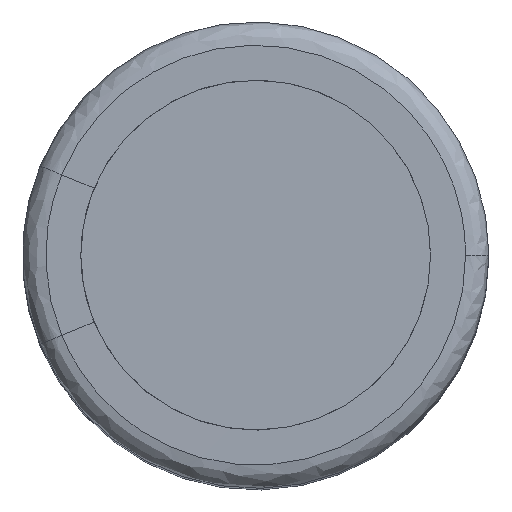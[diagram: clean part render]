
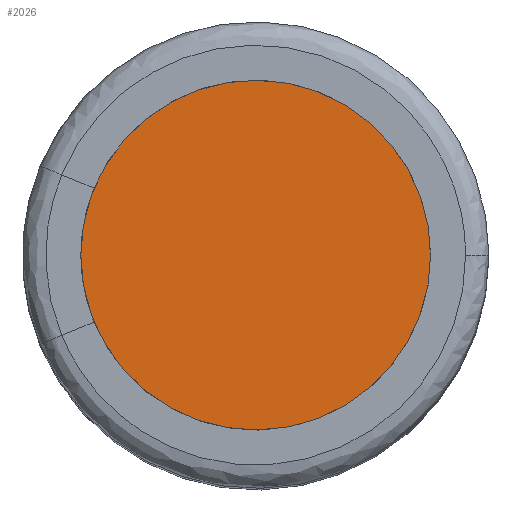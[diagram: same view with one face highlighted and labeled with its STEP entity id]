
A CAD part, top view. The second image highlights one B-rep face of the part: STEP entity #2026.
In plain terms, the highlighted planar face has unit normal (0, 0, 1).
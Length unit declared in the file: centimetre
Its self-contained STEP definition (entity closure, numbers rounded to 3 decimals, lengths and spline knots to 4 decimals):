
#438 = EDGE_LOOP ( 'NONE', ( #1236, #969 ) ) ;
#439 = DIRECTION ( 'NONE',  ( 0., 0., 1. ) ) ;
#592 = EDGE_CURVE ( 'NONE', #1957, #934, #1916, .T. ) ;
#600 = AXIS2_PLACEMENT_3D ( 'NONE', #1468, #439, #1134 ) ;
#607 = CARTESIAN_POINT ( 'NONE',  ( 0.1875, 0., 1.09 ) ) ;
#934 = VERTEX_POINT ( 'NONE', #607 ) ;
#935 = PLANE ( 'NONE',  #600 ) ;
#969 = ORIENTED_EDGE ( 'NONE', *, *, #592, .T. ) ;
#1134 = DIRECTION ( 'NONE',  ( 1., 0., 0. ) ) ;
#1236 = ORIENTED_EDGE ( 'NONE', *, *, #1564, .T. ) ;
#1331 = AXIS2_PLACEMENT_3D ( 'NONE', #1369, #1546, #1695 ) ;
#1369 = CARTESIAN_POINT ( 'NONE',  ( 0., 0., 1.09 ) ) ;
#1397 = AXIS2_PLACEMENT_3D ( 'NONE', #1904, #1550, #2079 ) ;
#1427 = CIRCLE ( 'NONE', #1397, 0.1875 ) ;
#1468 = CARTESIAN_POINT ( 'NONE',  ( 0., 0., 1.09 ) ) ;
#1546 = DIRECTION ( 'NONE',  ( 0., 0., 1. ) ) ;
#1550 = DIRECTION ( 'NONE',  ( 0., 0., 1. ) ) ;
#1564 = EDGE_CURVE ( 'NONE', #934, #1957, #1427, .T. ) ;
#1676 = FACE_OUTER_BOUND ( 'NONE', #438, .T. ) ;
#1695 = DIRECTION ( 'NONE',  ( 1., 0., 0. ) ) ;
#1904 = CARTESIAN_POINT ( 'NONE',  ( 0., 0., 1.09 ) ) ;
#1916 = CIRCLE ( 'NONE', #1331, 0.1875 ) ;
#1957 = VERTEX_POINT ( 'NONE', #2120 ) ;
#2026 = ADVANCED_FACE ( 'NONE', ( #1676 ), #935, .T. ) ;
#2079 = DIRECTION ( 'NONE',  ( 1., 0., 0. ) ) ;
#2120 = CARTESIAN_POINT ( 'NONE',  ( -0.1875, 0., 1.09 ) ) ;
